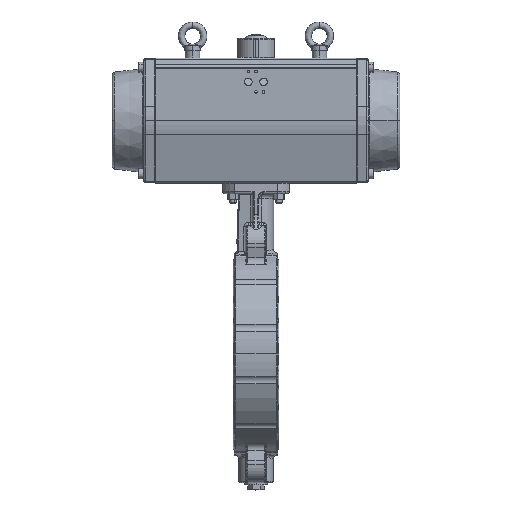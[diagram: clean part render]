
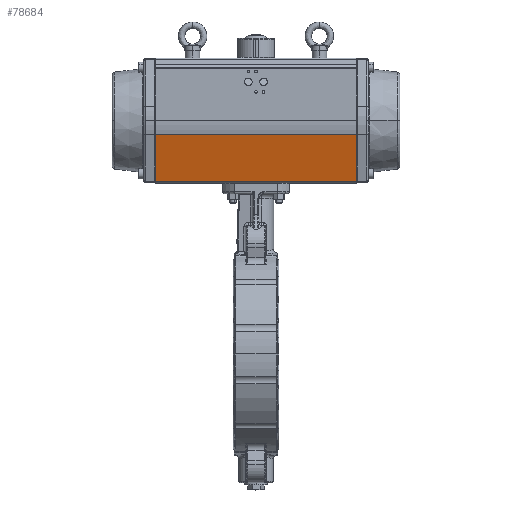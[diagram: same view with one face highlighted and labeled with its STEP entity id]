
A CAD part, top view. The second image highlights one B-rep face of the part: STEP entity #78684.
In plain terms, the highlighted planar face has unit normal (0, 0.255, -0.967).
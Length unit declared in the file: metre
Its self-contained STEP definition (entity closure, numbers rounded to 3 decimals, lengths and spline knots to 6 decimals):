
#747 = DIRECTION ( 'NONE',  ( 0., 0.967, 0.255 ) ) ;
#991 = EDGE_CURVE ( 'NONE', #62681, #63888, #6553, .T. ) ;
#5226 = DIRECTION ( 'NONE',  ( 0., 0.967, 0.255 ) ) ;
#6553 = LINE ( 'NONE', #82862, #75514 ) ;
#9405 = VERTEX_POINT ( 'NONE', #38085 ) ;
#18811 = LINE ( 'NONE', #38283, #81439 ) ;
#20243 = VECTOR ( 'NONE', #49952, 1. ) ;
#21466 = DIRECTION ( 'NONE',  ( 1., 0., 0. ) ) ;
#27886 = EDGE_CURVE ( 'NONE', #63888, #47357, #61197, .T. ) ;
#34996 = LINE ( 'NONE', #84566, #20243 ) ;
#36796 = ORIENTED_EDGE ( 'NONE', *, *, #991, .T. ) ;
#37149 = EDGE_CURVE ( 'NONE', #9405, #62681, #18811, .T. ) ;
#38085 = CARTESIAN_POINT ( 'NONE',  ( -0.256842, 0.178841, 0.578874 ) ) ;
#38283 = CARTESIAN_POINT ( 'NONE',  ( -0.256842, 0.178841, 0.578874 ) ) ;
#40442 = CARTESIAN_POINT ( 'NONE',  ( -0.256842, 0.252922, 0.598409 ) ) ;
#47177 = CARTESIAN_POINT ( 'NONE',  ( 0.061158, 0.252922, 0.598409 ) ) ;
#47357 = VERTEX_POINT ( 'NONE', #67662 ) ;
#48799 = FACE_OUTER_BOUND ( 'NONE', #58216, .T. ) ;
#49952 = DIRECTION ( 'NONE',  ( -1., 0., 0. ) ) ;
#55176 = DIRECTION ( 'NONE',  ( 0., 0.255, -0.967 ) ) ;
#56128 = ORIENTED_EDGE ( 'NONE', *, *, #69612, .T. ) ;
#58216 = EDGE_LOOP ( 'NONE', ( #63347, #36796, #59828, #56128 ) ) ;
#58850 = AXIS2_PLACEMENT_3D ( 'NONE', #89772, #55176, #747 ) ;
#59828 = ORIENTED_EDGE ( 'NONE', *, *, #27886, .T. ) ;
#61197 = LINE ( 'NONE', #88958, #68449 ) ;
#62681 = VERTEX_POINT ( 'NONE', #40442 ) ;
#63347 = ORIENTED_EDGE ( 'NONE', *, *, #37149, .T. ) ;
#63888 = VERTEX_POINT ( 'NONE', #47177 ) ;
#67662 = CARTESIAN_POINT ( 'NONE',  ( 0.061158, 0.178841, 0.578874 ) ) ;
#68449 = VECTOR ( 'NONE', #82152, 1. ) ;
#69612 = EDGE_CURVE ( 'NONE', #47357, #9405, #34996, .T. ) ;
#75514 = VECTOR ( 'NONE', #21466, 1. ) ;
#78684 = ADVANCED_FACE ( 'NONE', ( #48799 ), #83860, .T. ) ;
#81439 = VECTOR ( 'NONE', #5226, 1. ) ;
#82152 = DIRECTION ( 'NONE',  ( 0., -0.967, -0.255 ) ) ;
#82862 = CARTESIAN_POINT ( 'NONE',  ( -0.256842, 0.252922, 0.598409 ) ) ;
#83860 = PLANE ( 'NONE',  #58850 ) ;
#84566 = CARTESIAN_POINT ( 'NONE',  ( -0.256842, 0.178841, 0.578874 ) ) ;
#88958 = CARTESIAN_POINT ( 'NONE',  ( 0.061158, 0.178841, 0.578874 ) ) ;
#89772 = CARTESIAN_POINT ( 'NONE',  ( -0.256842, 0.178841, 0.578874 ) ) ;
